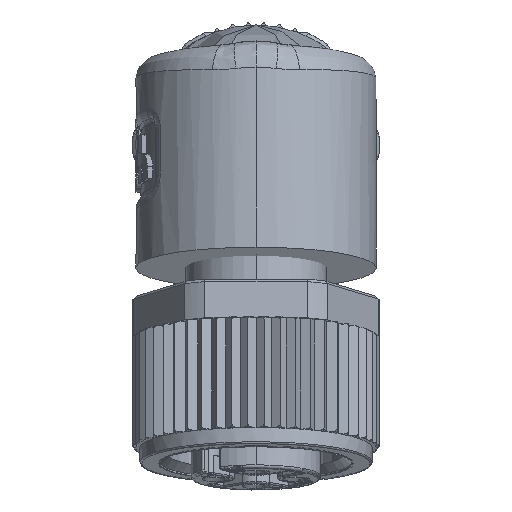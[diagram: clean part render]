
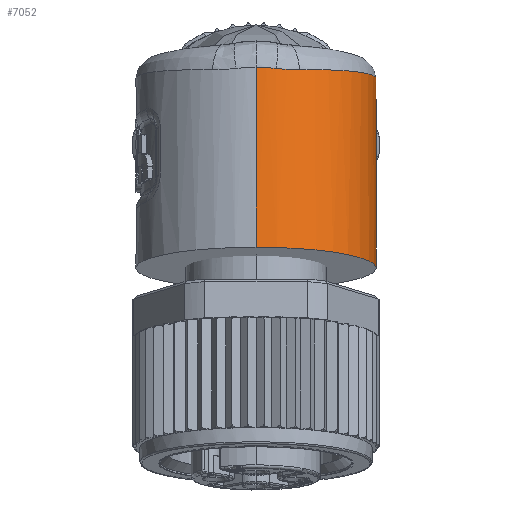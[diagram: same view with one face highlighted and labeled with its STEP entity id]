
A CAD part, front view. The second image highlights one B-rep face of the part: STEP entity #7052.
In plain terms, the highlighted cylindrical face has radius 7.5 mm (diameter 15 mm), a partial arc.
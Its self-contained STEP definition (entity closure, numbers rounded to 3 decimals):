
#7052=ADVANCED_FACE('',(#14134),#14135,.T.);
#14134=FACE_OUTER_BOUND('',#42714,.T.);
#14135=CYLINDRICAL_SURFACE('',#42715,7.5);
#42714=EDGE_LOOP('',(#64534,#64535,#64536,#64537,#64538,#64539,#64540,#64541,#64542,#64543,#64544));
#42715=AXIS2_PLACEMENT_3D('',#64545,#64546,#64547);
#64534=ORIENTED_EDGE('',*,*,#72912,.F.);
#64535=ORIENTED_EDGE('',*,*,#72916,.F.);
#64536=ORIENTED_EDGE('',*,*,#73053,.F.);
#64537=ORIENTED_EDGE('',*,*,#73054,.F.);
#64538=ORIENTED_EDGE('',*,*,#73055,.F.);
#64539=ORIENTED_EDGE('',*,*,#72918,.F.);
#64540=ORIENTED_EDGE('',*,*,#72908,.F.);
#64541=ORIENTED_EDGE('',*,*,#73056,.F.);
#64542=ORIENTED_EDGE('',*,*,#72963,.T.);
#64543=ORIENTED_EDGE('',*,*,#73057,.T.);
#64544=ORIENTED_EDGE('',*,*,#72905,.F.);
#64545=CARTESIAN_POINT('',(0.0,6.646,-7.682));
#64546=DIRECTION('',(0.0,-0.174,-0.985));
#64547=DIRECTION('',(0.0,-0.985,0.174));
#72905=EDGE_CURVE('',#84727,#84723,#84729,.T.);
#72908=EDGE_CURVE('',#84731,#84733,#84734,.T.);
#72912=EDGE_CURVE('',#84737,#84727,#84739,.T.);
#72916=EDGE_CURVE('',#84743,#84737,#84745,.T.);
#72918=EDGE_CURVE('',#84733,#84747,#84748,.T.);
#72963=EDGE_CURVE('',#84808,#84807,#84810,.T.);
#73053=EDGE_CURVE('',#84936,#84743,#84937,.T.);
#73054=EDGE_CURVE('',#84938,#84936,#84939,.T.);
#73055=EDGE_CURVE('',#84747,#84938,#84940,.T.);
#73056=EDGE_CURVE('',#84808,#84731,#84941,.T.);
#73057=EDGE_CURVE('',#84807,#84723,#84942,.T.);
#84723=VERTEX_POINT('',#110664);
#84727=VERTEX_POINT('',#110692);
#84729=B_SPLINE_CURVE_WITH_KNOTS('',3,(#110698,#110699,#110700,#110701,#110702,#110703,#110704,#110705,#110706,#110707,#110708,#110709,#110710,#110711,#110712,#110713,#110714,#110715,#110716,#110717,#110718,#110719),.UNSPECIFIED.,.F.,.F.,(4,1,1,1,1,1,1,1,1,1,1,1,1,1,1,1,1,1,1,4),(0.0,0.053,0.105,0.158,0.211,0.263,0.316,0.368,0.421,0.474,0.526,0.579,0.632,0.684,0.737,0.789,0.842,0.895,0.947,1.0),.UNSPECIFIED.);
#84731=VERTEX_POINT('',#110721);
#84733=VERTEX_POINT('',#110729);
#84734=B_SPLINE_CURVE_WITH_KNOTS('',3,(#110730,#110731,#110732,#110733,#110734,#110735,#110736,#110737),.UNSPECIFIED.,.F.,.F.,(4,1,1,1,1,4),(0.0,0.203,0.406,0.606,0.804,1.0),.UNSPECIFIED.);
#84737=VERTEX_POINT('',#110746);
#84739=B_SPLINE_CURVE_WITH_KNOTS('',3,(#110751,#110752,#110753,#110754,#110755,#110756),.UNSPECIFIED.,.F.,.F.,(4,1,1,4),(0.0,0.333,0.667,1.0),.UNSPECIFIED.);
#84743=VERTEX_POINT('',#110765);
#84745=B_SPLINE_CURVE_WITH_KNOTS('',3,(#110770,#110771,#110772,#110773,#110774,#110775),.UNSPECIFIED.,.F.,.F.,(4,1,1,4),(0.0,0.333,0.667,1.0),.UNSPECIFIED.);
#84747=VERTEX_POINT('',#110777);
#84748=B_SPLINE_CURVE_WITH_KNOTS('',3,(#110778,#110779,#110780,#110781,#110782,#110783),.UNSPECIFIED.,.F.,.F.,(4,1,1,4),(0.0,0.333,0.667,1.0),.UNSPECIFIED.);
#84807=VERTEX_POINT('',#110972);
#84808=VERTEX_POINT('',#110973);
#84810=CIRCLE('',#110975,7.5);
#84936=VERTEX_POINT('',#111686);
#84937=B_SPLINE_CURVE_WITH_KNOTS('',3,(#111687,#111688,#111689,#111690,#111691,#111692),.UNSPECIFIED.,.F.,.F.,(4,1,1,4),(0.0,0.333,0.667,1.0),.UNSPECIFIED.);
#84938=VERTEX_POINT('',#111693);
#84939=B_SPLINE_CURVE_WITH_KNOTS('',3,(#111694,#111695,#111696,#111697,#111698,#111699),.UNSPECIFIED.,.F.,.F.,(4,1,1,4),(0.0,0.333,0.667,1.0),.UNSPECIFIED.);
#84940=B_SPLINE_CURVE_WITH_KNOTS('',3,(#111700,#111701,#111702,#111703,#111704,#111705,#111706,#111707,#111708,#111709,#111710,#111711,#111712,#111713,#111714),.UNSPECIFIED.,.F.,.F.,(4,1,1,1,1,1,1,1,1,1,1,1,4),(0.0,0.083,0.167,0.25,0.333,0.417,0.5,0.583,0.667,0.75,0.833,0.917,1.0),.UNSPECIFIED.);
#84941=LINE('',#111715,#111716);
#84942=LINE('',#111717,#111718);
#110664=CARTESIAN_POINT('',(0.,14.348,-7.187));
#110692=CARTESIAN_POINT('',(6.536,11.568,-0.949));
#110698=CARTESIAN_POINT('',(6.536,11.568,-0.949));
#110699=CARTESIAN_POINT('',(6.52,11.574,-1.077));
#110700=CARTESIAN_POINT('',(6.481,11.598,-1.342));
#110701=CARTESIAN_POINT('',(6.394,11.67,-1.769));
#110702=CARTESIAN_POINT('',(6.273,11.784,-2.227));
#110703=CARTESIAN_POINT('',(6.109,11.942,-2.719));
#110704=CARTESIAN_POINT('',(5.893,12.145,-3.24));
#110705=CARTESIAN_POINT('',(5.622,12.382,-3.772));
#110706=CARTESIAN_POINT('',(5.296,12.642,-4.298));
#110707=CARTESIAN_POINT('',(4.928,12.904,-4.791));
#110708=CARTESIAN_POINT('',(4.528,13.155,-5.239));
#110709=CARTESIAN_POINT('',(4.105,13.387,-5.637));
#110710=CARTESIAN_POINT('',(3.667,13.595,-5.984));
#110711=CARTESIAN_POINT('',(3.219,13.777,-6.282));
#110712=CARTESIAN_POINT('',(2.764,13.934,-6.534));
#110713=CARTESIAN_POINT('',(2.305,14.064,-6.741));
#110714=CARTESIAN_POINT('',(1.844,14.169,-6.907));
#110715=CARTESIAN_POINT('',(1.381,14.25,-7.034));
#110716=CARTESIAN_POINT('',(0.918,14.307,-7.123));
#110717=CARTESIAN_POINT('',(0.457,14.341,-7.175));
#110718=CARTESIAN_POINT('',(0.152,14.348,-7.187));
#110719=CARTESIAN_POINT('',(0.,14.348,-7.187));
#110721=CARTESIAN_POINT('',(0.,1.239,4.847));
#110729=CARTESIAN_POINT('',(1.266,1.337,4.784));
#110730=CARTESIAN_POINT('',(0.,1.239,4.847));
#110731=CARTESIAN_POINT('',(0.086,1.239,4.847));
#110732=CARTESIAN_POINT('',(0.259,1.242,4.846));
#110733=CARTESIAN_POINT('',(0.516,1.254,4.839));
#110734=CARTESIAN_POINT('',(0.769,1.274,4.828));
#110735=CARTESIAN_POINT('',(1.019,1.302,4.81));
#110736=CARTESIAN_POINT('',(1.184,1.325,4.794));
#110737=CARTESIAN_POINT('',(1.266,1.337,4.784));
#110746=CARTESIAN_POINT('',(6.569,11.604,-0.401));
#110751=CARTESIAN_POINT('',(6.569,11.604,-0.401));
#110752=CARTESIAN_POINT('',(6.569,11.594,-0.458));
#110753=CARTESIAN_POINT('',(6.568,11.576,-0.576));
#110754=CARTESIAN_POINT('',(6.557,11.563,-0.758));
#110755=CARTESIAN_POINT('',(6.544,11.565,-0.885));
#110756=CARTESIAN_POINT('',(6.536,11.568,-0.949));
#110765=CARTESIAN_POINT('',(6.561,11.795,0.599));
#110770=CARTESIAN_POINT('',(6.561,11.795,0.599));
#110771=CARTESIAN_POINT('',(6.562,11.774,0.488));
#110772=CARTESIAN_POINT('',(6.564,11.732,0.266));
#110773=CARTESIAN_POINT('',(6.567,11.667,-0.067));
#110774=CARTESIAN_POINT('',(6.568,11.625,-0.29));
#110775=CARTESIAN_POINT('',(6.569,11.604,-0.401));
#110777=CARTESIAN_POINT('',(2.72,1.732,4.701));
#110778=CARTESIAN_POINT('',(1.266,1.337,4.784));
#110779=CARTESIAN_POINT('',(1.44,1.364,4.765));
#110780=CARTESIAN_POINT('',(1.781,1.43,4.731));
#110781=CARTESIAN_POINT('',(2.267,1.564,4.702));
#110782=CARTESIAN_POINT('',(2.572,1.673,4.699));
#110783=CARTESIAN_POINT('',(2.72,1.732,4.701));
#110972=CARTESIAN_POINT('',(0.,14.032,-8.984));
#110973=CARTESIAN_POINT('',(0.0,-0.741,-6.379));
#110975=AXIS2_PLACEMENT_3D('',#122063,#122064,#122065);
#111686=CARTESIAN_POINT('',(6.507,12.012,1.274));
#111687=CARTESIAN_POINT('',(6.507,12.012,1.274));
#111688=CARTESIAN_POINT('',(6.519,11.977,1.194));
#111689=CARTESIAN_POINT('',(6.539,11.913,1.038));
#111690=CARTESIAN_POINT('',(6.556,11.841,0.812));
#111691=CARTESIAN_POINT('',(6.561,11.808,0.669));
#111692=CARTESIAN_POINT('',(6.561,11.795,0.599));
#111693=CARTESIAN_POINT('',(5.818,13.425,3.511));
#111694=CARTESIAN_POINT('',(5.818,13.425,3.511));
#111695=CARTESIAN_POINT('',(5.945,13.22,3.248));
#111696=CARTESIAN_POINT('',(6.158,12.838,2.731));
#111697=CARTESIAN_POINT('',(6.378,12.363,1.986));
#111698=CARTESIAN_POINT('',(6.471,12.117,1.509));
#111699=CARTESIAN_POINT('',(6.507,12.012,1.274));
#111700=CARTESIAN_POINT('',(2.72,1.732,4.701));
#111701=CARTESIAN_POINT('',(3.086,1.877,4.707));
#111702=CARTESIAN_POINT('',(3.796,2.226,4.71));
#111703=CARTESIAN_POINT('',(4.763,2.904,4.689));
#111704=CARTESIAN_POINT('',(5.613,3.722,4.644));
#111705=CARTESIAN_POINT('',(6.321,4.651,4.577));
#111706=CARTESIAN_POINT('',(6.89,5.702,4.488));
#111707=CARTESIAN_POINT('',(7.282,6.819,4.381));
#111708=CARTESIAN_POINT('',(7.492,7.984,4.257));
#111709=CARTESIAN_POINT('',(7.52,9.138,4.124));
#111710=CARTESIAN_POINT('',(7.361,10.32,3.976));
#111711=CARTESIAN_POINT('',(7.019,11.445,3.823));
#111712=CARTESIAN_POINT('',(6.508,12.494,3.667));
#111713=CARTESIAN_POINT('',(6.063,13.128,3.563));
#111714=CARTESIAN_POINT('',(5.818,13.425,3.511));
#111715=CARTESIAN_POINT('',(0.0,-0.741,-6.379));
#111716=VECTOR('',#122085,11.4);
#111717=CARTESIAN_POINT('',(0.,14.032,-8.984));
#111718=VECTOR('',#122086,1.825);
#122063=CARTESIAN_POINT('',(0.0,6.646,-7.682));
#122064=DIRECTION('',(0.0,0.174,0.985));
#122065=DIRECTION('',(0.0,-0.985,0.174));
#122085=DIRECTION('',(0.,0.174,0.985));
#122086=DIRECTION('',(0.,0.174,0.985));
